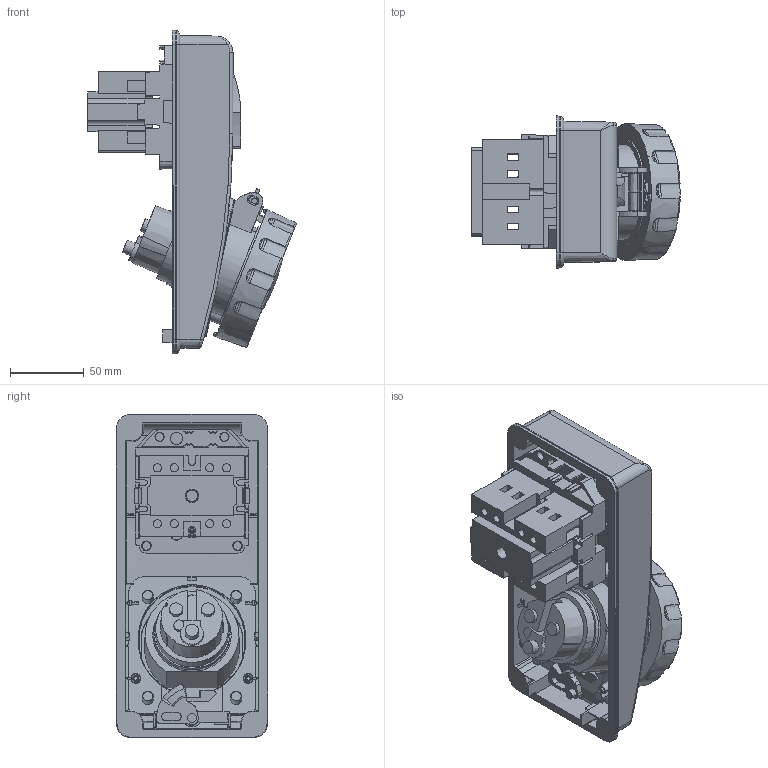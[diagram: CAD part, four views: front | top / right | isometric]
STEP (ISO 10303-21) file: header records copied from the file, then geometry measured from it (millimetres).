
FILE_DESCRIPTION((''),'2;1');
FILE_NAME('GW66315N_SW0001','2020-07-27T09:28:06',('User'),('Technoprobe spa'),'CREO PARAMETRIC BY PTC INC, 2019471','CREO PARAMETRIC BY PTC INC, 2019471','');
FILE_SCHEMA(('CONFIG_CONTROL_DESIGN'));
Products named in the file (1): GW66315N_SW0001
Bounding box: 141.72 x 103 x 219.99 mm (x, y, z)
Volume: 664168.4 mm3; surface area: 196173.9 mm2
Topology: 1 solids, 1 shells, 1269 faces, 3583 edges, 2367 vertices
Faces by surface type: plane 676, cylinder 217, cone 175, bspline 147, torus 42, extrusion 10, sphere 2
Entity records: 50582 total; most frequent: CARTESIAN_POINT 19154, ORIENTED_EDGE 7158, DIRECTION 5684, EDGE_CURVE 3579, VERTEX_POINT 2367, VECTOR 1916, LINE 1906, AXIS2_PLACEMENT_3D 1884
